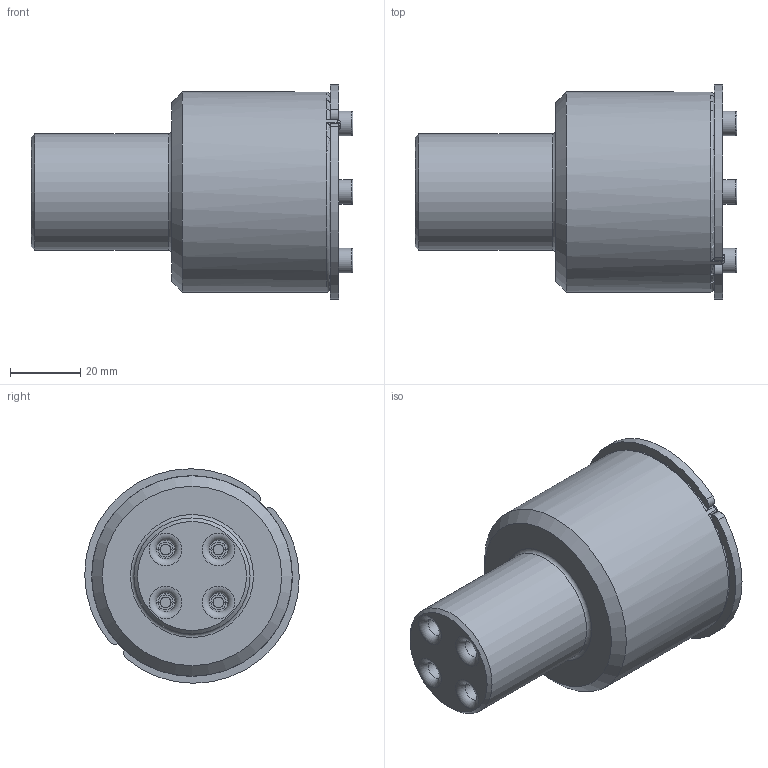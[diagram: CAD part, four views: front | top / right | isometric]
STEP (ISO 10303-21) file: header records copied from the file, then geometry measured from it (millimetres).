
FILE_DESCRIPTION(/* description */ (''),/* implementation_level */ '2;1');
FILE_NAME(/* name */ '100-211062_18_4.stp',/* time_stamp */ '2022-10-24T09:28:26+02:00',/* author */ ('se-danstr'),/* organization */ (''),/* preprocessor_version */ 'ST-DEVELOPER v18.1',/* originating_system */ 'Autodesk Inventor 2021',/* authorisation */ '');
FILE_SCHEMA (('AUTOMOTIVE_DESIGN { 1 0 10303 214 3 1 1 }'));
Length unit declared in the file: millimetre
Products named in the file (12): 100-211062; 100-184819; 100-184565; ISO 4762 - M4 x 40; R 50 REAR FITTING; R 50 FRONT FITTING; 100-184566; 100-005021; 100-005022; 100-005025; 100-005024; 100-005023
Assembly tree (21 placements, depth 4):
  100-211062
    100-184819
    100-184565
      100-184566  x2
      R 50 REAR FITTING  x2
      R 50 FRONT FITTING  x2
      ISO 4762 - M4 x 40  x4
    100-005021  x4
      100-005022
        100-005025
        100-005024
      100-005023
Bounding box: 91.5 x 61 x 61 mm (x, y, z)
Volume: 131684 mm3; surface area: 97285.4 mm2
Topology: 71 solids, 71 shells, 581 faces, 1278 edges, 846 vertices
Faces by surface type: plane 349, cylinder 183, torus 31, cone 10, bspline 8
Full cylindrical faces by diameter (mm): 3 x4, 3.242 x4, 3.25 x4, 4 x8, 5.3 x4, 7 x4, 33 x1, 51 x2, 53 x1, 57 x1
Entity records: 5842 total; most frequent: CARTESIAN_POINT 1276, DIRECTION 939, ORIENTED_EDGE 814, EDGE_CURVE 407, AXIS2_PLACEMENT_3D 374, VERTEX_POINT 266, EDGE_LOOP 197, LINE 191
